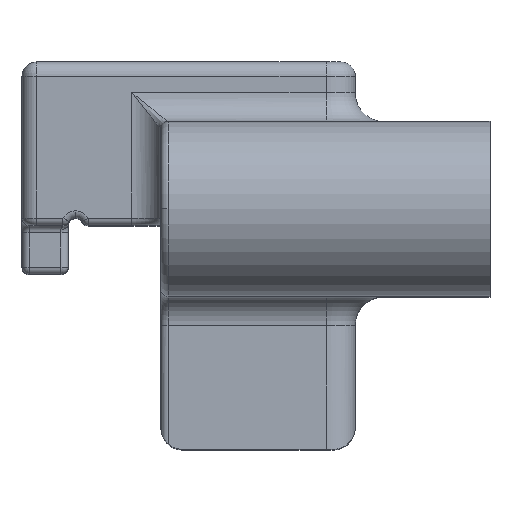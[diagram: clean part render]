
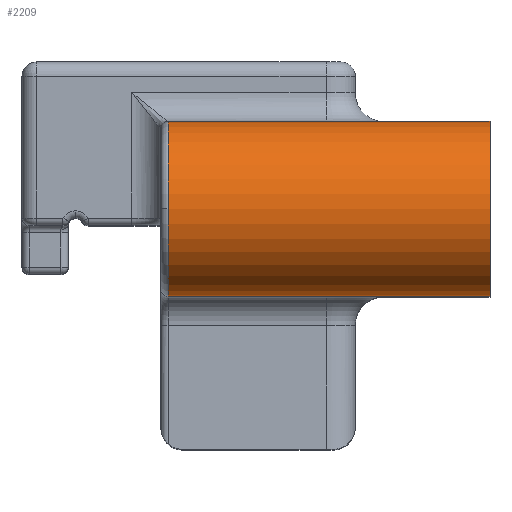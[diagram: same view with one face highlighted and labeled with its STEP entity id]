
A CAD part, top view. The second image highlights one B-rep face of the part: STEP entity #2209.
In plain terms, the highlighted cylindrical face has radius 12 mm (diameter 24 mm), a partial arc.
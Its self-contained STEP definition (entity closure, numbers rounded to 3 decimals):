
#301 = VERTEX_POINT ( 'NONE', #315 ) ;
#315 = CARTESIAN_POINT ( 'NONE',  ( 195.19, 15., 200.7 ) ) ;
#417 = ORIENTED_EDGE ( 'NONE', *, *, #3955, .F. ) ;
#429 = CARTESIAN_POINT ( 'NONE',  ( 195.19, 27., 200.7 ) ) ;
#535 = DIRECTION ( 'NONE',  ( 1., 0., 0. ) ) ;
#557 = CARTESIAN_POINT ( 'NONE',  ( 151., 39., 200.7 ) ) ;
#582 = FACE_OUTER_BOUND ( 'NONE', #3315, .T. ) ;
#599 = CARTESIAN_POINT ( 'NONE',  ( 151., 27., 212.7 ) ) ;
#621 = LINE ( 'NONE', #1292, #2831 ) ;
#865 = ORIENTED_EDGE ( 'NONE', *, *, #4420, .T. ) ;
#1037 = CARTESIAN_POINT ( 'NONE',  ( 195.19, 39., 200.7 ) ) ;
#1122 = CARTESIAN_POINT ( 'NONE',  ( 151., 15., 200.7 ) ) ;
#1252 = CARTESIAN_POINT ( 'NONE',  ( 151., 27., 200.7 ) ) ;
#1292 = CARTESIAN_POINT ( 'NONE',  ( 117.544, 15., 200.7 ) ) ;
#1302 = AXIS2_PLACEMENT_3D ( 'NONE', #2372, #4463, #3405 ) ;
#1483 = LINE ( 'NONE', #4329, #2612 ) ;
#1590 = CYLINDRICAL_SURFACE ( 'NONE', #1302, 12. ) ;
#1675 = EDGE_CURVE ( 'NONE', #2206, #3641, #4335, .T. ) ;
#1824 = CIRCLE ( 'NONE', #2563, 12. ) ;
#1847 = DIRECTION ( 'NONE',  ( 0., 0., -1. ) ) ;
#2112 = CIRCLE ( 'NONE', #3950, 12. ) ;
#2206 = VERTEX_POINT ( 'NONE', #557 ) ;
#2209 = ADVANCED_FACE ( 'NONE', ( #582 ), #1590, .T. ) ;
#2372 = CARTESIAN_POINT ( 'NONE',  ( 117.544, 27., 200.7 ) ) ;
#2375 = ORIENTED_EDGE ( 'NONE', *, *, #1675, .T. ) ;
#2563 = AXIS2_PLACEMENT_3D ( 'NONE', #429, #3998, #1847 ) ;
#2578 = VERTEX_POINT ( 'NONE', #1037 ) ;
#2612 = VECTOR ( 'NONE', #3574, 1000. ) ;
#2796 = AXIS2_PLACEMENT_3D ( 'NONE', #4455, #3424, #4190 ) ;
#2831 = VECTOR ( 'NONE', #535, 1000. ) ;
#3033 = DIRECTION ( 'NONE',  ( 1., 0., 0. ) ) ;
#3165 = EDGE_CURVE ( 'NONE', #3641, #3454, #2112, .T. ) ;
#3315 = EDGE_LOOP ( 'NONE', ( #3501, #2375, #4353, #865, #417 ) ) ;
#3405 = DIRECTION ( 'NONE',  ( 0., 0., -1. ) ) ;
#3424 = DIRECTION ( 'NONE',  ( 1., 0., 0. ) ) ;
#3454 = VERTEX_POINT ( 'NONE', #1122 ) ;
#3501 = ORIENTED_EDGE ( 'NONE', *, *, #4368, .F. ) ;
#3574 = DIRECTION ( 'NONE',  ( 1., 0., 0. ) ) ;
#3641 = VERTEX_POINT ( 'NONE', #599 ) ;
#3754 = DIRECTION ( 'NONE',  ( 0., 0., 1. ) ) ;
#3950 = AXIS2_PLACEMENT_3D ( 'NONE', #1252, #3033, #3754 ) ;
#3955 = EDGE_CURVE ( 'NONE', #2578, #301, #1824, .T. ) ;
#3998 = DIRECTION ( 'NONE',  ( 1., 0., 0. ) ) ;
#4190 = DIRECTION ( 'NONE',  ( 0., 0., 1. ) ) ;
#4329 = CARTESIAN_POINT ( 'NONE',  ( 117.544, 39., 200.7 ) ) ;
#4335 = CIRCLE ( 'NONE', #2796, 12. ) ;
#4353 = ORIENTED_EDGE ( 'NONE', *, *, #3165, .T. ) ;
#4368 = EDGE_CURVE ( 'NONE', #2206, #2578, #1483, .T. ) ;
#4420 = EDGE_CURVE ( 'NONE', #3454, #301, #621, .T. ) ;
#4455 = CARTESIAN_POINT ( 'NONE',  ( 151., 27., 200.7 ) ) ;
#4463 = DIRECTION ( 'NONE',  ( 1., 0., 0. ) ) ;
